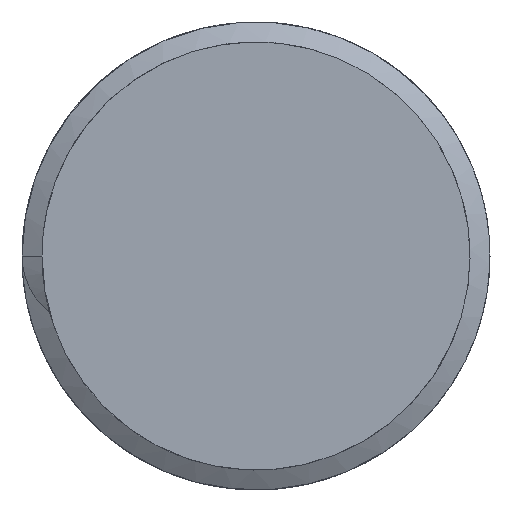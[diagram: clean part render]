
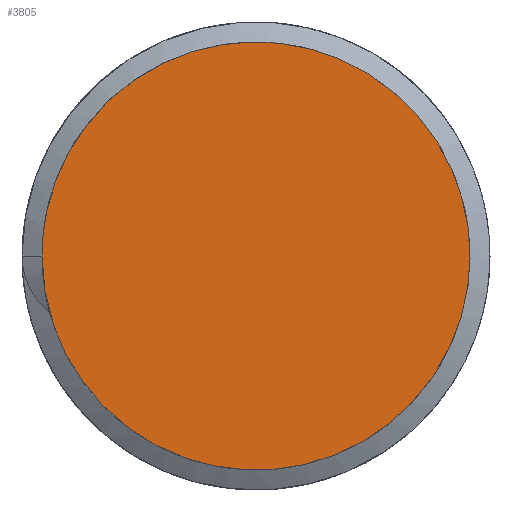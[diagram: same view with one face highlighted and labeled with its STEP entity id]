
A CAD part, left-side view. The second image highlights one B-rep face of the part: STEP entity #3805.
In plain terms, the highlighted free-form (B-spline) face has degree [1, 1] with [2, 2] control points.
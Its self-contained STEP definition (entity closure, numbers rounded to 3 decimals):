
#3770=CARTESIAN_POINT('',(0.,8.35,0.));
#3771=VERTEX_POINT('',#3770);
#3782=CARTESIAN_POINT('',(0.,8.35,0.));
#3783=CARTESIAN_POINT('',(0.,8.35,-8.35));
#3784=CARTESIAN_POINT('',(0.,0.,-8.35));
#3785=CARTESIAN_POINT('',(0.,-8.35,-8.35));
#3786=CARTESIAN_POINT('',(0.,-8.35,0.));
#3787=CARTESIAN_POINT('',(0.,-8.35,8.35));
#3788=CARTESIAN_POINT('',(0.,0.,8.35));
#3789=CARTESIAN_POINT('',(0.,8.35,8.35));
#3790=CARTESIAN_POINT('',(0.,8.35,0.));
#3791=(BOUNDED_CURVE()B_SPLINE_CURVE(2,(#3782,#3783,#3784,#3785,#3786,#3787,#3788,#3789,#3790),.CIRCULAR_ARC.,.T.,.U.)B_SPLINE_CURVE_WITH_KNOTS((3,2,2,2,3),(0.,0.25,0.5,0.75,1.),.UNSPECIFIED.)CURVE()GEOMETRIC_REPRESENTATION_ITEM()RATIONAL_B_SPLINE_CURVE((1.,0.707,1.,0.707,1.,0.707,1.,0.707,1.))REPRESENTATION_ITEM(''));
#3792=EDGE_CURVE('',#3771,#3771,#3791,.T.);
#3797=CARTESIAN_POINT('',(0.,-25.05,25.05));
#3798=CARTESIAN_POINT('',(0.,-25.05,-25.05));
#3799=CARTESIAN_POINT('',(0.,25.05,25.05));
#3800=CARTESIAN_POINT('',(0.,25.05,-25.05));
#3801=B_SPLINE_SURFACE_WITH_KNOTS('',1,1,((#3797,#3798),(#3799,#3800)),.PLANE_SURF.,.F.,.F.,.U.,(2,2),(2,2),(-1.,2.),(-1.,2.),.UNSPECIFIED.);
#3802=ORIENTED_EDGE('',*,*,#3792,.T.);
#3803=EDGE_LOOP('',(#3802));
#3804=FACE_OUTER_BOUND('',#3803,.T.);
#3805=ADVANCED_FACE('',(#3804),#3801,.T.);
